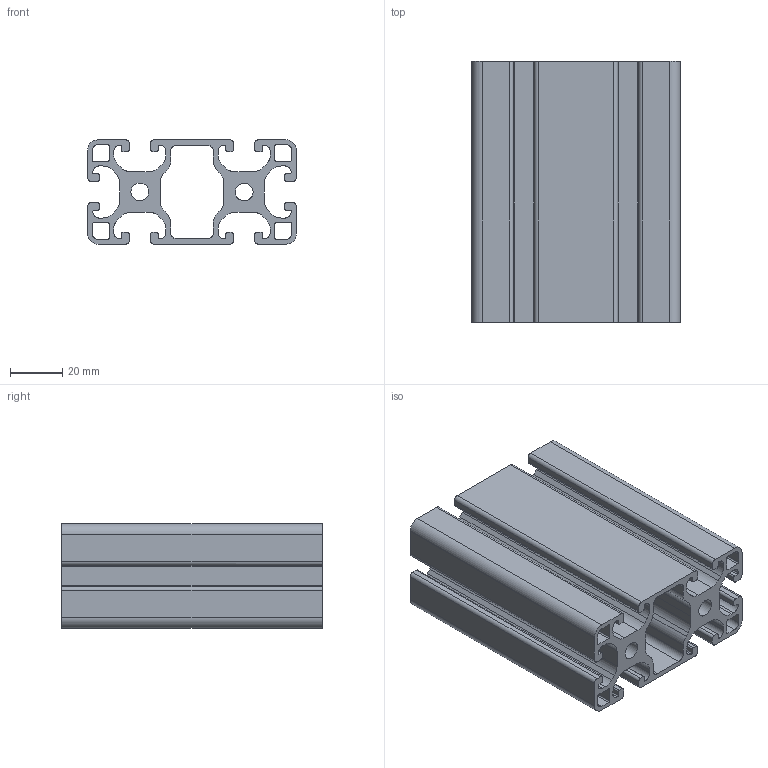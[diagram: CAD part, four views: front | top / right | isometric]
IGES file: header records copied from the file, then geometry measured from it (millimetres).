
Global section: file name: 174080L; native system: Autodesk Inventor 2024; preprocessor: unknown; organization: Alutec KK; date: 20241009.135950; units: millimetre
Bounding box: 80 x 100 x 40 mm (x, y, z)
Volume: 114488 mm3; surface area: 78483.6 mm2
Topology: 1 solids, 1 shells, 238 faces, 709 edges, 473 vertices
Faces by surface type: bspline 238
